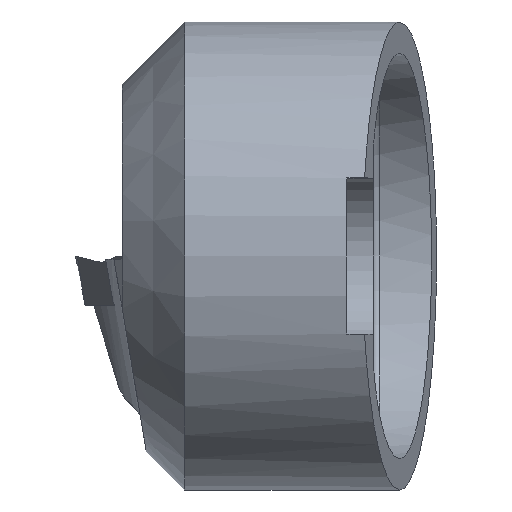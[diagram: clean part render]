
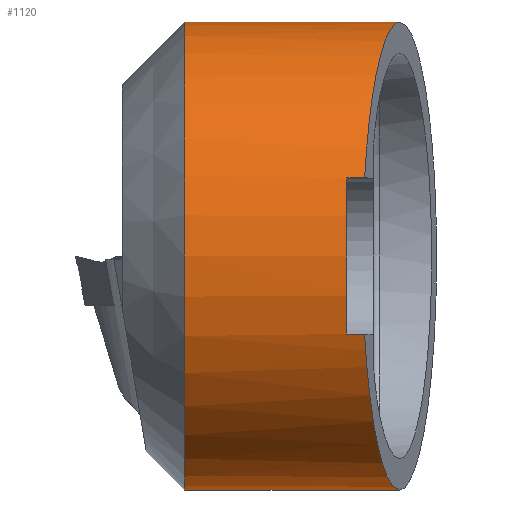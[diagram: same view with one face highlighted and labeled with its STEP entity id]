
A CAD part, front view. The second image highlights one B-rep face of the part: STEP entity #1120.
In plain terms, the highlighted cylindrical face has radius 7.5 mm (diameter 15 mm), a partial arc.
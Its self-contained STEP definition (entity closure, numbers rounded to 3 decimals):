
#7 = ORIENTED_EDGE ( 'NONE', *, *, #2539, .F. ) ;
#19 = VERTEX_POINT ( 'NONE', #2906 ) ;
#141 = VERTEX_POINT ( 'NONE', #3088 ) ;
#142 = VERTEX_POINT ( 'NONE', #3697 ) ;
#244 = DIRECTION ( 'NONE',  ( 0., 0., 1. ) ) ;
#287 = EDGE_CURVE ( 'NONE', #1343, #2086, #3786, .T. ) ;
#328 = AXIS2_PLACEMENT_3D ( 'NONE', #2204, #1900, #3402 ) ;
#430 = CARTESIAN_POINT ( 'NONE',  ( -6.05, 0., 0. ) ) ;
#456 = CARTESIAN_POINT ( 'NONE',  ( -0.108, -5.975, 5.601 ) ) ;
#593 = CARTESIAN_POINT ( 'NONE',  ( 0.838, 0., -7.5 ) ) ;
#599 = DIRECTION ( 'NONE',  ( -1., 0., 0. ) ) ;
#730 = ORIENTED_EDGE ( 'NONE', *, *, #2718, .T. ) ;
#780 = VERTEX_POINT ( 'NONE', #2502 ) ;
#811 = CYLINDRICAL_SURFACE ( 'NONE', #1657, 7.5 ) ;
#985 = VERTEX_POINT ( 'NONE', #2152 ) ;
#1059 = CARTESIAN_POINT ( 'NONE',  ( 0.317, -3.289, 7.5 ) ) ;
#1106 = CARTESIAN_POINT ( 'NONE',  ( -19.857, 0., 7.5 ) ) ;
#1120 = ADVANCED_FACE ( 'NONE', ( #3515 ), #811, .T. ) ;
#1271 = CARTESIAN_POINT ( 'NONE',  ( -19.857, 0., -7.5 ) ) ;
#1302 =( BOUNDED_CURVE ( )  B_SPLINE_CURVE ( 3, ( #2249, #456, #1059, #3465 ),
 .UNSPECIFIED., .F., .T. ) 
 B_SPLINE_CURVE_WITH_KNOTS ( ( 4, 4 ),
 ( 0.34, 1.571 ),
 .UNSPECIFIED. ) 
 CURVE ( )  GEOMETRIC_REPRESENTATION_ITEM ( )  RATIONAL_B_SPLINE_CURVE ( ( 1., 0.878, 0.878, 1. ) ) 
 REPRESENTATION_ITEM ( '' )  );
#1303 = CARTESIAN_POINT ( 'NONE',  ( -0.108, -5.975, -5.601 ) ) ;
#1343 = VERTEX_POINT ( 'NONE', #1641 ) ;
#1354 = EDGE_CURVE ( 'NONE', #985, #780, #2925, .T. ) ;
#1405 = VECTOR ( 'NONE', #2346, 1000. ) ;
#1415 = CARTESIAN_POINT ( 'NONE',  ( -0.282, -7.071, 2.5 ) ) ;
#1602 = DIRECTION ( 'NONE',  ( -1., 0., 0. ) ) ;
#1612 = CARTESIAN_POINT ( 'NONE',  ( -0.282, -7.071, -2.5 ) ) ;
#1641 = CARTESIAN_POINT ( 'NONE',  ( -0.85, -7.071, 2.5 ) ) ;
#1656 = CIRCLE ( 'NONE', #3855, 7.5 ) ;
#1657 = AXIS2_PLACEMENT_3D ( 'NONE', #2023, #3756, #244 ) ;
#1749 = VECTOR ( 'NONE', #1602, 1000. ) ;
#1795 = ORIENTED_EDGE ( 'NONE', *, *, #287, .T. ) ;
#1872 = ORIENTED_EDGE ( 'NONE', *, *, #3616, .F. ) ;
#1900 = DIRECTION ( 'NONE',  ( 1., 0., 0. ) ) ;
#2023 = CARTESIAN_POINT ( 'NONE',  ( -19.857, 0., 0. ) ) ;
#2027 = VERTEX_POINT ( 'NONE', #2317 ) ;
#2054 = CARTESIAN_POINT ( 'NONE',  ( 2.026, -7.071, -2.5 ) ) ;
#2086 = VERTEX_POINT ( 'NONE', #1415 ) ;
#2152 = CARTESIAN_POINT ( 'NONE',  ( 0.838, 0., 7.5 ) ) ;
#2177 = VECTOR ( 'NONE', #3810, 1000. ) ;
#2204 = CARTESIAN_POINT ( 'NONE',  ( -0.85, 0., 0. ) ) ;
#2247 = DIRECTION ( 'NONE',  ( 0., 0.139, -0.99 ) ) ;
#2249 = CARTESIAN_POINT ( 'NONE',  ( -0.282, -7.071, 2.5 ) ) ;
#2267 = CARTESIAN_POINT ( 'NONE',  ( 2.026, -7.071, 2.5 ) ) ;
#2270 = ORIENTED_EDGE ( 'NONE', *, *, #3522, .F. ) ;
#2284 =( BOUNDED_CURVE ( )  B_SPLINE_CURVE ( 3, ( #593, #2437, #1303, #1612 ),
 .UNSPECIFIED., .F., .T. ) 
 B_SPLINE_CURVE_WITH_KNOTS ( ( 4, 4 ),
 ( 4.712, 5.943 ),
 .UNSPECIFIED. ) 
 CURVE ( )  GEOMETRIC_REPRESENTATION_ITEM ( )  RATIONAL_B_SPLINE_CURVE ( ( 1., 0.878, 0.878, 1. ) ) 
 REPRESENTATION_ITEM ( '' )  );
#2317 = CARTESIAN_POINT ( 'NONE',  ( -6.05, 0., -7.5 ) ) ;
#2346 = DIRECTION ( 'NONE',  ( -1., 0., 0. ) ) ;
#2437 = CARTESIAN_POINT ( 'NONE',  ( 0.317, -3.289, -7.5 ) ) ;
#2460 = CIRCLE ( 'NONE', #328, 7.5 ) ;
#2502 = CARTESIAN_POINT ( 'NONE',  ( -6.05, 0., 7.5 ) ) ;
#2539 = EDGE_CURVE ( 'NONE', #142, #2027, #3432, .T. ) ;
#2559 = ORIENTED_EDGE ( 'NONE', *, *, #3086, .T. ) ;
#2718 = EDGE_CURVE ( 'NONE', #141, #19, #3851, .T. ) ;
#2906 = CARTESIAN_POINT ( 'NONE',  ( -0.85, -7.071, -2.5 ) ) ;
#2925 = LINE ( 'NONE', #1106, #1405 ) ;
#2942 = VECTOR ( 'NONE', #599, 1000. ) ;
#3086 = EDGE_CURVE ( 'NONE', #2086, #985, #1302, .T. ) ;
#3088 = CARTESIAN_POINT ( 'NONE',  ( -0.282, -7.071, -2.5 ) ) ;
#3089 = EDGE_LOOP ( 'NONE', ( #7, #3584, #730, #2270, #1795, #2559, #3586, #1872 ) ) ;
#3379 = EDGE_CURVE ( 'NONE', #142, #141, #2284, .T. ) ;
#3402 = DIRECTION ( 'NONE',  ( 0., 0., -1. ) ) ;
#3432 = LINE ( 'NONE', #1271, #1749 ) ;
#3442 = DIRECTION ( 'NONE',  ( -1., 0., 0. ) ) ;
#3465 = CARTESIAN_POINT ( 'NONE',  ( 0.838, 0., 7.5 ) ) ;
#3515 = FACE_OUTER_BOUND ( 'NONE', #3089, .T. ) ;
#3522 = EDGE_CURVE ( 'NONE', #1343, #19, #2460, .T. ) ;
#3584 = ORIENTED_EDGE ( 'NONE', *, *, #3379, .T. ) ;
#3586 = ORIENTED_EDGE ( 'NONE', *, *, #1354, .T. ) ;
#3616 = EDGE_CURVE ( 'NONE', #2027, #780, #1656, .T. ) ;
#3697 = CARTESIAN_POINT ( 'NONE',  ( 0.838, 0., -7.5 ) ) ;
#3756 = DIRECTION ( 'NONE',  ( -1., 0., 0. ) ) ;
#3786 = LINE ( 'NONE', #2267, #2177 ) ;
#3810 = DIRECTION ( 'NONE',  ( 1., 0., 0. ) ) ;
#3851 = LINE ( 'NONE', #2054, #2942 ) ;
#3855 = AXIS2_PLACEMENT_3D ( 'NONE', #430, #3442, #2247 ) ;
